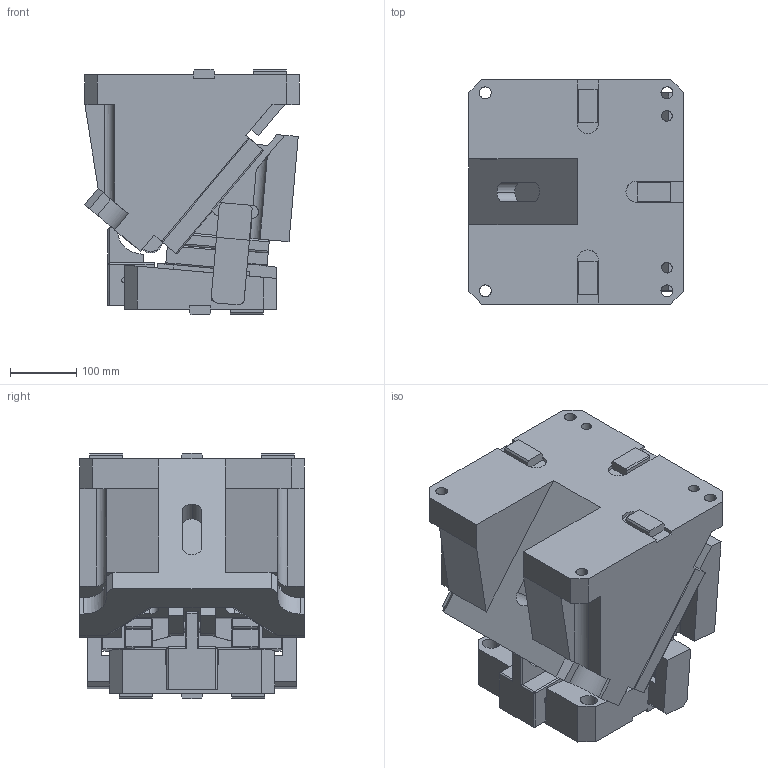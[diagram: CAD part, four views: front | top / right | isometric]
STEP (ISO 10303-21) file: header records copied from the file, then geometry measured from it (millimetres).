
FILE_DESCRIPTION(('CATIA V5 STEP Exchange'),'2;1');
FILE_NAME('CACG_300_05.stp','2015-04-22T10:14:59+00:00',('none'),('none'),'CATIA Version 5 Release 19 SP 2 (IN-10)','CATIA V5 STEP AP203','none');
FILE_SCHEMA(('CONFIG_CONTROL_DESIGN'));
Length unit declared in the file: millimetre
Products named in the file (1): CACG_300_05
Bounding box: 325.41 x 340 x 372 mm (x, y, z)
Volume: 24515629.7 mm3; surface area: 1393921.5 mm2
Topology: 3 solids, 9 shells, 710 faces, 1925 edges, 1225 vertices
Faces by surface type: plane 413, cylinder 285, bspline 8, sphere 4
Entity records: 26375 total; most frequent: CARTESIAN_POINT 9747, ORIENTED_EDGE 3842, DIRECTION 2710, EDGE_CURVE 1921, VECTOR 1436, LINE 1436, VERTEX_POINT 1225, EDGE_LOOP 758
